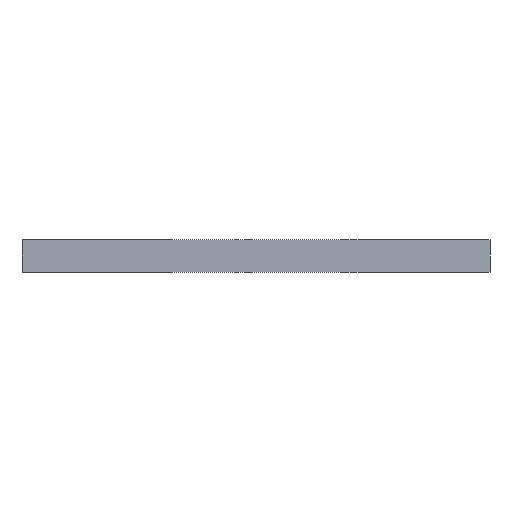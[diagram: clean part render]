
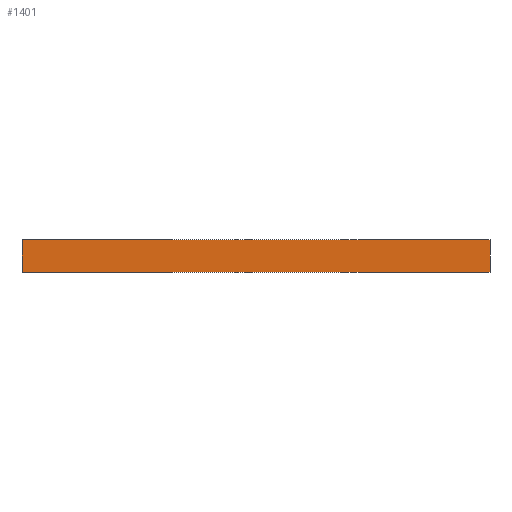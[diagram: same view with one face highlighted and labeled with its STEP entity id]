
A CAD part, front view. The second image highlights one B-rep face of the part: STEP entity #1401.
In plain terms, the highlighted planar face has unit normal (0, -1, 0).
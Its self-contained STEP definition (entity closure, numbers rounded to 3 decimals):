
#129=DIRECTION('',(1.,0.,0.));
#130=VECTOR('',#129,42.863);
#131=CARTESIAN_POINT('',(-10.126,-41.697,-118.084));
#132=LINE('',#131,#130);
#379=DIRECTION('',(-1.,0.,0.));
#380=VECTOR('',#379,42.863);
#381=CARTESIAN_POINT('',(32.736,-41.697,-121.084));
#382=LINE('',#381,#380);
#637=DIRECTION('',(0.,0.,1.));
#638=VECTOR('',#637,3.);
#639=CARTESIAN_POINT('',(-10.126,-41.697,-121.084));
#640=LINE('',#639,#638);
#665=DIRECTION('',(0.,0.,-1.));
#666=VECTOR('',#665,3.);
#667=CARTESIAN_POINT('',(32.736,-41.697,-118.084));
#668=LINE('',#667,#666);
#851=CARTESIAN_POINT('',(32.736,-41.697,-121.084));
#852=CARTESIAN_POINT('',(-10.126,-41.697,-121.084));
#853=VERTEX_POINT('',#851);
#854=VERTEX_POINT('',#852);
#923=CARTESIAN_POINT('',(32.736,-41.697,-118.084));
#924=VERTEX_POINT('',#923);
#934=CARTESIAN_POINT('',(-10.126,-41.697,-118.084));
#936=VERTEX_POINT('',#934);
#1389=CARTESIAN_POINT('',(0.,-41.697,0.));
#1390=DIRECTION('',(0.,-1.,0.));
#1391=DIRECTION('',(0.,0.,-1.));
#1392=AXIS2_PLACEMENT_3D('',#1389,#1390,#1391);
#1393=PLANE('',#1392);
#1395=ORIENTED_EDGE('',*,*,#1394,.T.);
#1396=ORIENTED_EDGE('',*,*,#1143,.T.);
#1397=ORIENTED_EDGE('',*,*,#1382,.T.);
#1398=ORIENTED_EDGE('',*,*,#1034,.T.);
#1399=EDGE_LOOP('',(#1395,#1396,#1397,#1398));
#1400=FACE_OUTER_BOUND('',#1399,.F.);
#1034=EDGE_CURVE('',#936,#924,#132,.T.);
#1143=EDGE_CURVE('',#853,#854,#382,.T.);
#1382=EDGE_CURVE('',#854,#936,#640,.T.);
#1394=EDGE_CURVE('',#924,#853,#668,.T.);
#1401=ADVANCED_FACE('',(#1400),#1393,.T.);
